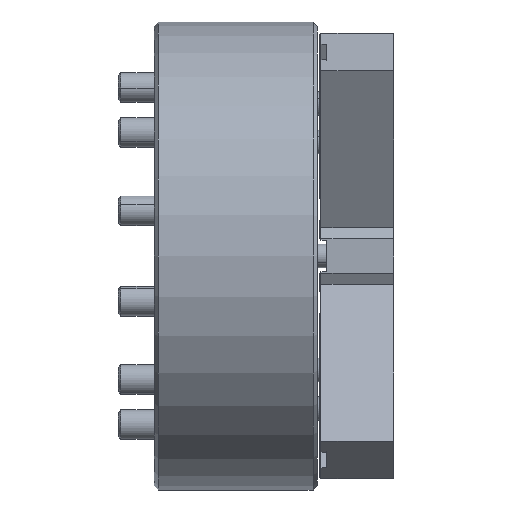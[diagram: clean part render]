
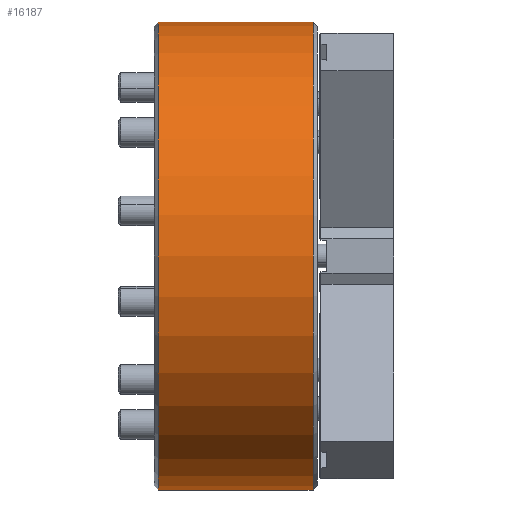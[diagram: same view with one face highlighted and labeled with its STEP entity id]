
A CAD part, front view. The second image highlights one B-rep face of the part: STEP entity #16187.
In plain terms, the highlighted cylindrical face has radius 157.5 mm (diameter 315 mm), a partial arc.
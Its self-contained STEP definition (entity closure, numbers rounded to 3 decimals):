
#101 = ORIENTED_EDGE ( 'NONE', *, *, #5016, .T. ) ;
#156 = VERTEX_POINT ( 'NONE', #3966 ) ;
#200 = AXIS2_PLACEMENT_3D ( 'NONE', #2977, #6898, #20435 ) ;
#229 = ORIENTED_EDGE ( 'NONE', *, *, #19347, .T. ) ;
#666 = CARTESIAN_POINT ( 'NONE',  ( 3., 0., -157.5 ) ) ;
#717 = EDGE_LOOP ( 'NONE', ( #7385, #18208, #229, #101 ) ) ;
#1142 = CARTESIAN_POINT ( 'NONE',  ( 3., 0., 0. ) ) ;
#1168 = DIRECTION ( 'NONE',  ( 1., 0., 0. ) ) ;
#1202 = DIRECTION ( 'NONE',  ( 0., 0., 1. ) ) ;
#2448 = VERTEX_POINT ( 'NONE', #2556 ) ;
#2556 = CARTESIAN_POINT ( 'NONE',  ( 107., 0., 157.5 ) ) ;
#2938 = CYLINDRICAL_SURFACE ( 'NONE', #200, 157.5 ) ;
#2977 = CARTESIAN_POINT ( 'NONE',  ( 181.49, 0., 0. ) ) ;
#3485 = VERTEX_POINT ( 'NONE', #666 ) ;
#3539 = CARTESIAN_POINT ( 'NONE',  ( 181.49, 0., -157.5 ) ) ;
#3966 = CARTESIAN_POINT ( 'NONE',  ( 3., 0., 157.5 ) ) ;
#4063 = EDGE_CURVE ( 'NONE', #156, #3485, #22911, .T. ) ;
#4316 = LINE ( 'NONE', #3539, #10000 ) ;
#5016 = EDGE_CURVE ( 'NONE', #20422, #2448, #10012, .T. ) ;
#6898 = DIRECTION ( 'NONE',  ( 1., 0., 0. ) ) ;
#7385 = ORIENTED_EDGE ( 'NONE', *, *, #17032, .F. ) ;
#8029 = CARTESIAN_POINT ( 'NONE',  ( 107., 0., -157.5 ) ) ;
#8407 = DIRECTION ( 'NONE',  ( -1., 0., 0. ) ) ;
#10000 = VECTOR ( 'NONE', #22889, 1000. ) ;
#10012 = CIRCLE ( 'NONE', #21306, 157.5 ) ;
#10974 = CARTESIAN_POINT ( 'NONE',  ( 181.49, 0., 157.5 ) ) ;
#12824 = VECTOR ( 'NONE', #22720, 1000. ) ;
#16187 = ADVANCED_FACE ( 'NONE', ( #23590 ), #2938, .T. ) ;
#17032 = EDGE_CURVE ( 'NONE', #156, #2448, #18630, .T. ) ;
#18208 = ORIENTED_EDGE ( 'NONE', *, *, #4063, .T. ) ;
#18630 = LINE ( 'NONE', #10974, #12824 ) ;
#19347 = EDGE_CURVE ( 'NONE', #3485, #20422, #4316, .T. ) ;
#20016 = CARTESIAN_POINT ( 'NONE',  ( 107., 0., 0. ) ) ;
#20422 = VERTEX_POINT ( 'NONE', #8029 ) ;
#20435 = DIRECTION ( 'NONE',  ( 0., 0., -1. ) ) ;
#21306 = AXIS2_PLACEMENT_3D ( 'NONE', #20016, #8407, #22001 ) ;
#22001 = DIRECTION ( 'NONE',  ( 0., 0., -1. ) ) ;
#22720 = DIRECTION ( 'NONE',  ( 1., 0., 0. ) ) ;
#22889 = DIRECTION ( 'NONE',  ( 1., 0., 0. ) ) ;
#22911 = CIRCLE ( 'NONE', #24209, 157.5 ) ;
#23590 = FACE_OUTER_BOUND ( 'NONE', #717, .T. ) ;
#24209 = AXIS2_PLACEMENT_3D ( 'NONE', #1142, #1168, #1202 ) ;
